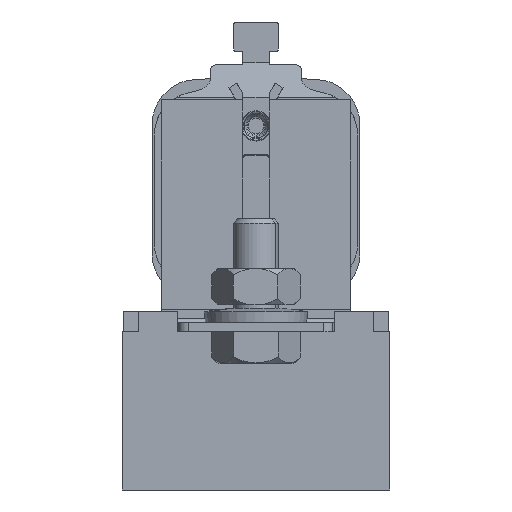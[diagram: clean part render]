
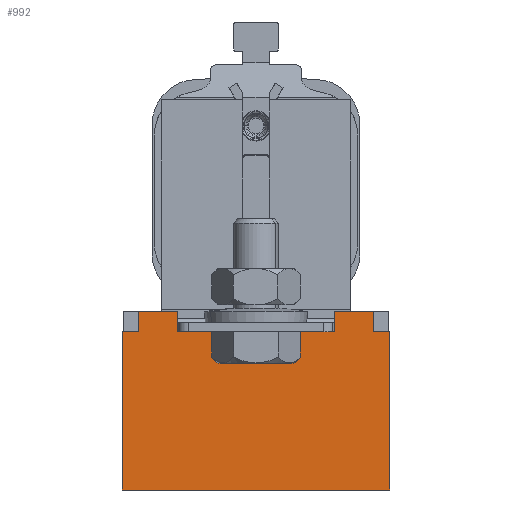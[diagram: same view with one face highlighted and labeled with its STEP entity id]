
A CAD part, front view. The second image highlights one B-rep face of the part: STEP entity #992.
In plain terms, the highlighted planar face has unit normal (0, -1, 0).
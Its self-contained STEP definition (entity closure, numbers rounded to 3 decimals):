
#919=AXIS2_PLACEMENT_3D('Plane Axis2P3D',#916,#917,#918) ;
#303=CARTESIAN_POINT('Vertex',(-14.6,-88.,35.)) ;
#306=CARTESIAN_POINT('Line Origine',(-12.8,-88.,35.)) ;
#310=CARTESIAN_POINT('Vertex',(-11.,-88.,35.)) ;
#345=CARTESIAN_POINT('Vertex',(-2.3,-88.,35.)) ;
#348=CARTESIAN_POINT('Line Origine',(15.,-88.,35.)) ;
#352=CARTESIAN_POINT('Vertex',(32.3,-88.,35.)) ;
#387=CARTESIAN_POINT('Vertex',(41.,-88.,35.)) ;
#390=CARTESIAN_POINT('Line Origine',(42.8,-88.,35.)) ;
#394=CARTESIAN_POINT('Vertex',(44.6,-88.,35.)) ;
#916=CARTESIAN_POINT('Axis2P3D Location',(0.,-88.,0.)) ;
#921=CARTESIAN_POINT('Line Origine',(32.3,-88.,37.25)) ;
#925=CARTESIAN_POINT('Vertex',(32.3,-88.,39.5)) ;
#928=CARTESIAN_POINT('Line Origine',(-2.3,-88.,37.25)) ;
#932=CARTESIAN_POINT('Vertex',(-2.3,-88.,39.5)) ;
#935=CARTESIAN_POINT('Line Origine',(-6.65,-88.,39.5)) ;
#939=CARTESIAN_POINT('Vertex',(-11.,-88.,39.5)) ;
#942=CARTESIAN_POINT('Line Origine',(-11.,-88.,37.25)) ;
#947=CARTESIAN_POINT('Line Origine',(-14.6,-88.,17.5)) ;
#951=CARTESIAN_POINT('Vertex',(-14.6,-88.,0.)) ;
#954=CARTESIAN_POINT('Line Origine',(15.,-88.,0.)) ;
#958=CARTESIAN_POINT('Vertex',(44.6,-88.,0.)) ;
#961=CARTESIAN_POINT('Line Origine',(44.6,-88.,17.5)) ;
#966=CARTESIAN_POINT('Line Origine',(41.,-88.,37.25)) ;
#970=CARTESIAN_POINT('Vertex',(41.,-88.,39.5)) ;
#973=CARTESIAN_POINT('Line Origine',(36.65,-88.,39.5)) ;
#307=DIRECTION('Vector Direction',(-1.,0.,0.)) ;
#349=DIRECTION('Vector Direction',(-1.,0.,0.)) ;
#391=DIRECTION('Vector Direction',(-1.,0.,0.)) ;
#917=DIRECTION('Axis2P3D Direction',(0.,-1.,0.)) ;
#918=DIRECTION('Axis2P3D XDirection',(0.,0.,1.)) ;
#922=DIRECTION('Vector Direction',(0.,0.,1.)) ;
#929=DIRECTION('Vector Direction',(0.,0.,1.)) ;
#936=DIRECTION('Vector Direction',(-1.,0.,0.)) ;
#943=DIRECTION('Vector Direction',(0.,0.,1.)) ;
#948=DIRECTION('Vector Direction',(0.,0.,1.)) ;
#955=DIRECTION('Vector Direction',(-1.,0.,0.)) ;
#962=DIRECTION('Vector Direction',(0.,0.,1.)) ;
#967=DIRECTION('Vector Direction',(0.,0.,1.)) ;
#974=DIRECTION('Vector Direction',(1.,0.,0.)) ;
#308=VECTOR('Line Direction',#307,1.) ;
#350=VECTOR('Line Direction',#349,1.) ;
#392=VECTOR('Line Direction',#391,1.) ;
#923=VECTOR('Line Direction',#922,1.) ;
#930=VECTOR('Line Direction',#929,1.) ;
#937=VECTOR('Line Direction',#936,1.) ;
#944=VECTOR('Line Direction',#943,1.) ;
#949=VECTOR('Line Direction',#948,1.) ;
#956=VECTOR('Line Direction',#955,1.) ;
#963=VECTOR('Line Direction',#962,1.) ;
#968=VECTOR('Line Direction',#967,1.) ;
#975=VECTOR('Line Direction',#974,1.) ;
#979=ORIENTED_EDGE('',*,*,#927,.F.) ;
#980=ORIENTED_EDGE('',*,*,#354,.T.) ;
#981=ORIENTED_EDGE('',*,*,#934,.T.) ;
#982=ORIENTED_EDGE('',*,*,#941,.F.) ;
#983=ORIENTED_EDGE('',*,*,#946,.F.) ;
#984=ORIENTED_EDGE('',*,*,#312,.T.) ;
#985=ORIENTED_EDGE('',*,*,#953,.T.) ;
#986=ORIENTED_EDGE('',*,*,#960,.F.) ;
#987=ORIENTED_EDGE('',*,*,#965,.F.) ;
#988=ORIENTED_EDGE('',*,*,#396,.T.) ;
#989=ORIENTED_EDGE('',*,*,#972,.T.) ;
#990=ORIENTED_EDGE('',*,*,#977,.F.) ;
#992=ADVANCED_FACE('Hauptkoerper_nicht_benutzen',(#991),#920,.T.) ;
#312=EDGE_CURVE('',#311,#304,#309,.T.) ;
#354=EDGE_CURVE('',#353,#346,#351,.T.) ;
#396=EDGE_CURVE('',#395,#388,#393,.T.) ;
#927=EDGE_CURVE('',#353,#926,#924,.T.) ;
#934=EDGE_CURVE('',#346,#933,#931,.T.) ;
#941=EDGE_CURVE('',#940,#933,#938,.F.) ;
#946=EDGE_CURVE('',#311,#940,#945,.T.) ;
#953=EDGE_CURVE('',#304,#952,#950,.F.) ;
#960=EDGE_CURVE('',#959,#952,#957,.T.) ;
#965=EDGE_CURVE('',#395,#959,#964,.F.) ;
#972=EDGE_CURVE('',#388,#971,#969,.T.) ;
#977=EDGE_CURVE('',#926,#971,#976,.T.) ;
#978=EDGE_LOOP('',(#979,#980,#981,#982,#983,#984,#985,#986,#987,#988,#989,#990)) ;
#991=FACE_OUTER_BOUND('',#978,.T.) ;
#309=LINE('Line',#306,#308) ;
#351=LINE('Line',#348,#350) ;
#393=LINE('Line',#390,#392) ;
#924=LINE('Line',#921,#923) ;
#931=LINE('Line',#928,#930) ;
#938=LINE('Line',#935,#937) ;
#945=LINE('Line',#942,#944) ;
#950=LINE('Line',#947,#949) ;
#957=LINE('Line',#954,#956) ;
#964=LINE('Line',#961,#963) ;
#969=LINE('Line',#966,#968) ;
#976=LINE('Line',#973,#975) ;
#920=PLANE('Plane',#919) ;
#304=VERTEX_POINT('',#303) ;
#311=VERTEX_POINT('',#310) ;
#346=VERTEX_POINT('',#345) ;
#353=VERTEX_POINT('',#352) ;
#388=VERTEX_POINT('',#387) ;
#395=VERTEX_POINT('',#394) ;
#926=VERTEX_POINT('',#925) ;
#933=VERTEX_POINT('',#932) ;
#940=VERTEX_POINT('',#939) ;
#952=VERTEX_POINT('',#951) ;
#959=VERTEX_POINT('',#958) ;
#971=VERTEX_POINT('',#970) ;
